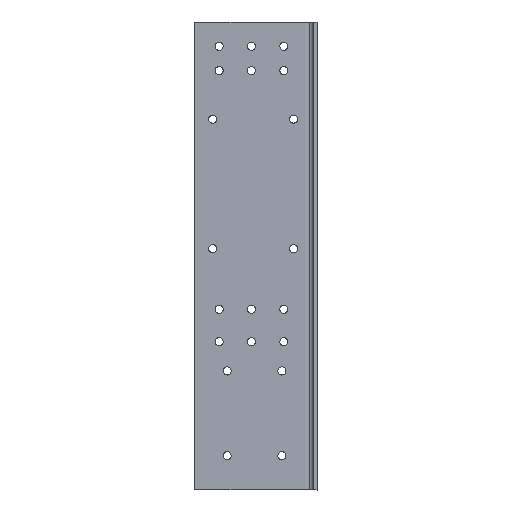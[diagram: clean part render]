
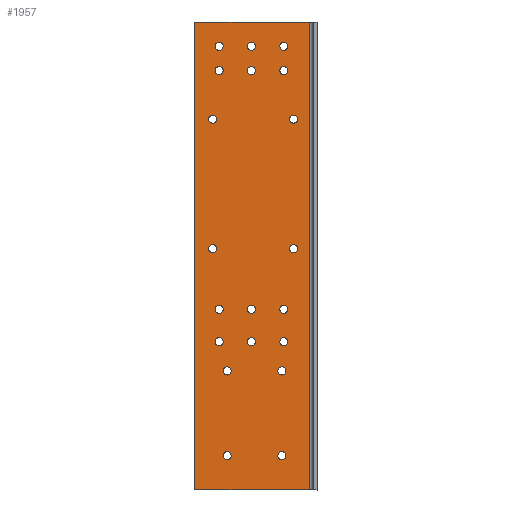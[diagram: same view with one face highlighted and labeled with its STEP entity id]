
A CAD part, front view. The second image highlights one B-rep face of the part: STEP entity #1957.
In plain terms, the highlighted planar face has unit normal (0, -1, 0).
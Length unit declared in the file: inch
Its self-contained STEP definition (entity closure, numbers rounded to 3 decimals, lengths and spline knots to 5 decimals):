
#15=FACE_BOUND('',#330,.T.);
#16=FACE_BOUND('',#331,.T.);
#17=FACE_BOUND('',#332,.T.);
#18=FACE_BOUND('',#333,.T.);
#19=FACE_BOUND('',#334,.T.);
#20=FACE_BOUND('',#335,.T.);
#21=FACE_BOUND('',#336,.T.);
#22=FACE_BOUND('',#337,.T.);
#23=FACE_BOUND('',#338,.T.);
#24=FACE_BOUND('',#339,.T.);
#25=FACE_BOUND('',#340,.T.);
#26=FACE_BOUND('',#341,.T.);
#27=FACE_BOUND('',#342,.T.);
#28=FACE_BOUND('',#343,.T.);
#29=FACE_BOUND('',#344,.T.);
#30=FACE_BOUND('',#345,.T.);
#31=FACE_BOUND('',#346,.T.);
#32=FACE_BOUND('',#347,.T.);
#33=FACE_BOUND('',#348,.T.);
#34=FACE_BOUND('',#349,.T.);
#153=PLANE('',#2131);
#237=FACE_OUTER_BOUND('',#329,.T.);
#329=EDGE_LOOP('',(#1623,#1624,#1625,#1626));
#330=EDGE_LOOP('',(#1627));
#331=EDGE_LOOP('',(#1628));
#332=EDGE_LOOP('',(#1629));
#333=EDGE_LOOP('',(#1630));
#334=EDGE_LOOP('',(#1631));
#335=EDGE_LOOP('',(#1632));
#336=EDGE_LOOP('',(#1633));
#337=EDGE_LOOP('',(#1634));
#338=EDGE_LOOP('',(#1635));
#339=EDGE_LOOP('',(#1636));
#340=EDGE_LOOP('',(#1637));
#341=EDGE_LOOP('',(#1638));
#342=EDGE_LOOP('',(#1639));
#343=EDGE_LOOP('',(#1640));
#344=EDGE_LOOP('',(#1641));
#345=EDGE_LOOP('',(#1642));
#346=EDGE_LOOP('',(#1643));
#347=EDGE_LOOP('',(#1644));
#348=EDGE_LOOP('',(#1645));
#349=EDGE_LOOP('',(#1646));
#601=LINE('',#3139,#787);
#605=LINE('',#3146,#791);
#606=LINE('',#3149,#792);
#607=LINE('',#3150,#793);
#787=VECTOR('',#2599,0.3937);
#791=VECTOR('',#2605,0.3937);
#792=VECTOR('',#2608,0.3937);
#793=VECTOR('',#2609,0.3937);
#809=CIRCLE('',#1996,0.125);
#811=CIRCLE('',#1999,0.125);
#813=CIRCLE('',#2002,0.125);
#815=CIRCLE('',#2005,0.125);
#817=CIRCLE('',#2008,0.125);
#819=CIRCLE('',#2011,0.125);
#821=CIRCLE('',#2014,0.125);
#823=CIRCLE('',#2017,0.125);
#825=CIRCLE('',#2020,0.125);
#827=CIRCLE('',#2023,0.125);
#829=CIRCLE('',#2026,0.125);
#831=CIRCLE('',#2029,0.125);
#869=CIRCLE('',#2132,0.125);
#870=CIRCLE('',#2133,0.125);
#871=CIRCLE('',#2134,0.125);
#872=CIRCLE('',#2135,0.125);
#873=CIRCLE('',#2136,0.125);
#874=CIRCLE('',#2137,0.125);
#875=CIRCLE('',#2138,0.125);
#876=CIRCLE('',#2139,0.125);
#885=VERTEX_POINT('',#2689);
#887=VERTEX_POINT('',#2695);
#889=VERTEX_POINT('',#2701);
#891=VERTEX_POINT('',#2707);
#893=VERTEX_POINT('',#2713);
#895=VERTEX_POINT('',#2719);
#897=VERTEX_POINT('',#2725);
#899=VERTEX_POINT('',#2731);
#901=VERTEX_POINT('',#2737);
#903=VERTEX_POINT('',#2743);
#905=VERTEX_POINT('',#2749);
#907=VERTEX_POINT('',#2755);
#1032=VERTEX_POINT('',#3123);
#1035=VERTEX_POINT('',#3130);
#1038=VERTEX_POINT('',#3144);
#1039=VERTEX_POINT('',#3148);
#1040=VERTEX_POINT('',#3151);
#1041=VERTEX_POINT('',#3153);
#1042=VERTEX_POINT('',#3155);
#1043=VERTEX_POINT('',#3157);
#1044=VERTEX_POINT('',#3159);
#1045=VERTEX_POINT('',#3161);
#1046=VERTEX_POINT('',#3163);
#1047=VERTEX_POINT('',#3165);
#1057=EDGE_CURVE('',#885,#885,#809,.T.);
#1060=EDGE_CURVE('',#887,#887,#811,.T.);
#1063=EDGE_CURVE('',#889,#889,#813,.T.);
#1066=EDGE_CURVE('',#891,#891,#815,.T.);
#1069=EDGE_CURVE('',#893,#893,#817,.T.);
#1072=EDGE_CURVE('',#895,#895,#819,.T.);
#1075=EDGE_CURVE('',#897,#897,#821,.T.);
#1078=EDGE_CURVE('',#899,#899,#823,.T.);
#1081=EDGE_CURVE('',#901,#901,#825,.T.);
#1084=EDGE_CURVE('',#903,#903,#827,.T.);
#1087=EDGE_CURVE('',#905,#905,#829,.T.);
#1090=EDGE_CURVE('',#907,#907,#831,.T.);
#1281=EDGE_CURVE('',#1032,#1035,#601,.T.);
#1285=EDGE_CURVE('',#1038,#1035,#605,.T.);
#1286=EDGE_CURVE('',#1039,#1038,#606,.T.);
#1287=EDGE_CURVE('',#1039,#1032,#607,.T.);
#1288=EDGE_CURVE('',#1040,#1040,#869,.T.);
#1289=EDGE_CURVE('',#1041,#1041,#870,.T.);
#1290=EDGE_CURVE('',#1042,#1042,#871,.T.);
#1291=EDGE_CURVE('',#1043,#1043,#872,.T.);
#1292=EDGE_CURVE('',#1044,#1044,#873,.T.);
#1293=EDGE_CURVE('',#1045,#1045,#874,.T.);
#1294=EDGE_CURVE('',#1046,#1046,#875,.T.);
#1295=EDGE_CURVE('',#1047,#1047,#876,.T.);
#1623=ORIENTED_EDGE('',*,*,#1281,.T.);
#1624=ORIENTED_EDGE('',*,*,#1285,.F.);
#1625=ORIENTED_EDGE('',*,*,#1286,.F.);
#1626=ORIENTED_EDGE('',*,*,#1287,.T.);
#1627=ORIENTED_EDGE('',*,*,#1057,.T.);
#1628=ORIENTED_EDGE('',*,*,#1060,.T.);
#1629=ORIENTED_EDGE('',*,*,#1063,.T.);
#1630=ORIENTED_EDGE('',*,*,#1066,.T.);
#1631=ORIENTED_EDGE('',*,*,#1069,.T.);
#1632=ORIENTED_EDGE('',*,*,#1072,.T.);
#1633=ORIENTED_EDGE('',*,*,#1075,.T.);
#1634=ORIENTED_EDGE('',*,*,#1078,.T.);
#1635=ORIENTED_EDGE('',*,*,#1081,.T.);
#1636=ORIENTED_EDGE('',*,*,#1084,.T.);
#1637=ORIENTED_EDGE('',*,*,#1087,.T.);
#1638=ORIENTED_EDGE('',*,*,#1090,.T.);
#1639=ORIENTED_EDGE('',*,*,#1288,.T.);
#1640=ORIENTED_EDGE('',*,*,#1289,.T.);
#1641=ORIENTED_EDGE('',*,*,#1290,.T.);
#1642=ORIENTED_EDGE('',*,*,#1291,.T.);
#1643=ORIENTED_EDGE('',*,*,#1292,.T.);
#1644=ORIENTED_EDGE('',*,*,#1293,.T.);
#1645=ORIENTED_EDGE('',*,*,#1294,.T.);
#1646=ORIENTED_EDGE('',*,*,#1295,.T.);
#1957=ADVANCED_FACE('',(#237,#15,#16,#17,#18,#19,#20,#21,#22,#23,#24,#25,
#26,#27,#28,#29,#30,#31,#32,#33,#34),#153,.F.);
#1996=AXIS2_PLACEMENT_3D('',#2690,#2167,#2168);
#1999=AXIS2_PLACEMENT_3D('',#2696,#2174,#2175);
#2002=AXIS2_PLACEMENT_3D('',#2702,#2181,#2182);
#2005=AXIS2_PLACEMENT_3D('',#2708,#2188,#2189);
#2008=AXIS2_PLACEMENT_3D('',#2714,#2195,#2196);
#2011=AXIS2_PLACEMENT_3D('',#2720,#2202,#2203);
#2014=AXIS2_PLACEMENT_3D('',#2726,#2209,#2210);
#2017=AXIS2_PLACEMENT_3D('',#2732,#2216,#2217);
#2020=AXIS2_PLACEMENT_3D('',#2738,#2223,#2224);
#2023=AXIS2_PLACEMENT_3D('',#2744,#2230,#2231);
#2026=AXIS2_PLACEMENT_3D('',#2750,#2237,#2238);
#2029=AXIS2_PLACEMENT_3D('',#2756,#2244,#2245);
#2131=AXIS2_PLACEMENT_3D('',#3147,#2606,#2607);
#2132=AXIS2_PLACEMENT_3D('',#3152,#2610,#2611);
#2133=AXIS2_PLACEMENT_3D('',#3154,#2612,#2613);
#2134=AXIS2_PLACEMENT_3D('',#3156,#2614,#2615);
#2135=AXIS2_PLACEMENT_3D('',#3158,#2616,#2617);
#2136=AXIS2_PLACEMENT_3D('',#3160,#2618,#2619);
#2137=AXIS2_PLACEMENT_3D('',#3162,#2620,#2621);
#2138=AXIS2_PLACEMENT_3D('',#3164,#2622,#2623);
#2139=AXIS2_PLACEMENT_3D('',#3166,#2624,#2625);
#2167=DIRECTION('center_axis',(0.,1.,0.));
#2168=DIRECTION('ref_axis',(-1.,0.,0.));
#2174=DIRECTION('center_axis',(0.,1.,0.));
#2175=DIRECTION('ref_axis',(-1.,0.,0.));
#2181=DIRECTION('center_axis',(0.,1.,0.));
#2182=DIRECTION('ref_axis',(-1.,0.,0.));
#2188=DIRECTION('center_axis',(0.,1.,0.));
#2189=DIRECTION('ref_axis',(-1.,0.,0.));
#2195=DIRECTION('center_axis',(0.,1.,0.));
#2196=DIRECTION('ref_axis',(-1.,0.,0.));
#2202=DIRECTION('center_axis',(0.,1.,0.));
#2203=DIRECTION('ref_axis',(-1.,0.,0.));
#2209=DIRECTION('center_axis',(0.,1.,0.));
#2210=DIRECTION('ref_axis',(-1.,0.,0.));
#2216=DIRECTION('center_axis',(0.,1.,0.));
#2217=DIRECTION('ref_axis',(-1.,0.,0.));
#2223=DIRECTION('center_axis',(0.,1.,0.));
#2224=DIRECTION('ref_axis',(-1.,0.,0.));
#2230=DIRECTION('center_axis',(0.,1.,0.));
#2231=DIRECTION('ref_axis',(-1.,0.,0.));
#2237=DIRECTION('center_axis',(0.,1.,0.));
#2238=DIRECTION('ref_axis',(-1.,0.,0.));
#2244=DIRECTION('center_axis',(0.,1.,0.));
#2245=DIRECTION('ref_axis',(-1.,0.,0.));
#2599=DIRECTION('',(0.,0.,1.));
#2605=DIRECTION('',(1.,0.,0.));
#2606=DIRECTION('center_axis',(0.,1.,0.));
#2607=DIRECTION('ref_axis',(0.,0.,1.));
#2608=DIRECTION('',(0.,0.,1.));
#2609=DIRECTION('',(1.,0.,0.));
#2610=DIRECTION('center_axis',(0.,1.,0.));
#2611=DIRECTION('ref_axis',(1.,0.,0.));
#2612=DIRECTION('center_axis',(0.,1.,0.));
#2613=DIRECTION('ref_axis',(1.,0.,0.));
#2614=DIRECTION('center_axis',(0.,1.,0.));
#2615=DIRECTION('ref_axis',(1.,0.,0.));
#2616=DIRECTION('center_axis',(0.,1.,0.));
#2617=DIRECTION('ref_axis',(1.,0.,0.));
#2618=DIRECTION('center_axis',(0.,1.,0.));
#2619=DIRECTION('ref_axis',(1.,0.,0.));
#2620=DIRECTION('center_axis',(0.,1.,0.));
#2621=DIRECTION('ref_axis',(1.,0.,0.));
#2622=DIRECTION('center_axis',(0.,1.,0.));
#2623=DIRECTION('ref_axis',(1.,0.,0.));
#2624=DIRECTION('center_axis',(0.,1.,0.));
#2625=DIRECTION('ref_axis',(1.,0.,0.));
#2689=CARTESIAN_POINT('',(-2.8,0.,-15.915));
#2690=CARTESIAN_POINT('Origin',(-2.925,0.,-15.915));
#2695=CARTESIAN_POINT('',(-1.8,0.,-15.915));
#2696=CARTESIAN_POINT('Origin',(-1.925,0.,-15.915));
#2701=CARTESIAN_POINT('',(-0.8,0.,-15.915));
#2702=CARTESIAN_POINT('Origin',(-0.925,0.,-15.915));
#2707=CARTESIAN_POINT('',(-2.8,0.,-7.79));
#2708=CARTESIAN_POINT('Origin',(-2.925,0.,-7.79));
#2713=CARTESIAN_POINT('',(-1.8,0.,-7.79));
#2714=CARTESIAN_POINT('Origin',(-1.925,0.,-7.79));
#2719=CARTESIAN_POINT('',(-0.8,0.,-7.79));
#2720=CARTESIAN_POINT('Origin',(-0.925,0.,-7.79));
#2725=CARTESIAN_POINT('',(-0.8,0.,-8.54));
#2726=CARTESIAN_POINT('Origin',(-0.925,0.,-8.54));
#2731=CARTESIAN_POINT('',(-1.8,0.,-8.54));
#2732=CARTESIAN_POINT('Origin',(-1.925,0.,-8.54));
#2737=CARTESIAN_POINT('',(-2.8,0.,-8.54));
#2738=CARTESIAN_POINT('Origin',(-2.925,0.,-8.54));
#2743=CARTESIAN_POINT('',(-0.8,0.,-16.915));
#2744=CARTESIAN_POINT('Origin',(-0.925,0.,-16.915));
#2749=CARTESIAN_POINT('',(-1.8,0.,-16.915));
#2750=CARTESIAN_POINT('Origin',(-1.925,0.,-16.915));
#2755=CARTESIAN_POINT('',(-2.8,0.,-16.915));
#2756=CARTESIAN_POINT('Origin',(-2.925,0.,-16.915));
#3123=CARTESIAN_POINT('',(-0.13572,0.,-21.49407));
#3130=CARTESIAN_POINT('',(-0.13572,0.,-7.04));
#3139=CARTESIAN_POINT('',(-0.13572,0.,-10.65352));
#3144=CARTESIAN_POINT('',(-3.675,0.,-7.04));
#3146=CARTESIAN_POINT('',(-3.675,0.,-7.04));
#3147=CARTESIAN_POINT('Origin',(-1.8375,0.,-14.26704));
#3148=CARTESIAN_POINT('',(-3.675,0.,-21.49407));
#3149=CARTESIAN_POINT('',(-3.675,0.,-21.49407));
#3150=CARTESIAN_POINT('',(0.,0.,-21.49407));
#3151=CARTESIAN_POINT('',(-2.8,0.,-20.4375));
#3152=CARTESIAN_POINT('Origin',(-2.675,0.,-20.4375));
#3153=CARTESIAN_POINT('',(-1.11,0.,-20.4375));
#3154=CARTESIAN_POINT('Origin',(-0.985,0.,-20.4375));
#3155=CARTESIAN_POINT('',(-1.11,0.,-17.8175));
#3156=CARTESIAN_POINT('Origin',(-0.985,0.,-17.8175));
#3157=CARTESIAN_POINT('',(-3.25,0.,-10.04));
#3158=CARTESIAN_POINT('Origin',(-3.125,0.,-10.04));
#3159=CARTESIAN_POINT('',(-0.75,0.,-10.04));
#3160=CARTESIAN_POINT('Origin',(-0.625,0.,-10.04));
#3161=CARTESIAN_POINT('',(-0.75,0.,-14.04));
#3162=CARTESIAN_POINT('Origin',(-0.625,0.,-14.04));
#3163=CARTESIAN_POINT('',(-3.25,0.,-14.04));
#3164=CARTESIAN_POINT('Origin',(-3.125,0.,-14.04));
#3165=CARTESIAN_POINT('',(-2.8,0.,-17.8175));
#3166=CARTESIAN_POINT('Origin',(-2.675,0.,-17.8175));
